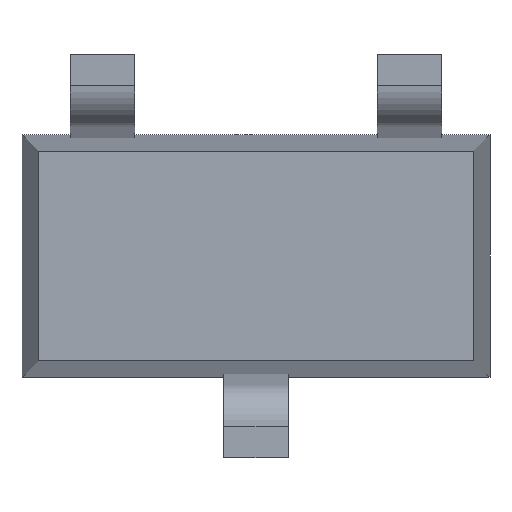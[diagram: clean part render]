
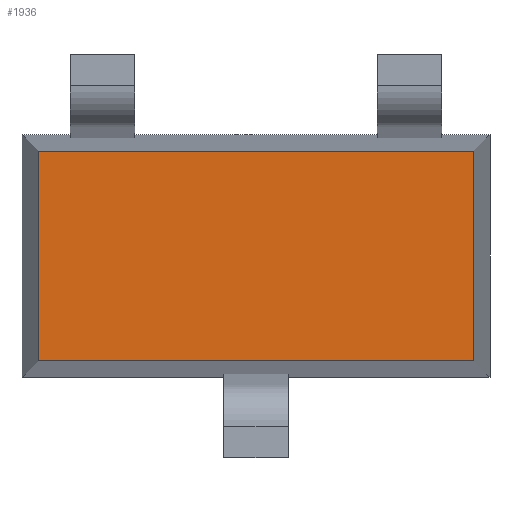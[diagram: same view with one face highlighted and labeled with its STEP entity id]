
A CAD part, front view. The second image highlights one B-rep face of the part: STEP entity #1936.
In plain terms, the highlighted planar face has unit normal (0, -1, 0).
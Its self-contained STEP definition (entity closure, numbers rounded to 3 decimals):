
#14 = VECTOR ( 'NONE', #726, 1000. ) ;
#143 = CARTESIAN_POINT ( 'NONE',  ( 1.35, -0.55, 1.4 ) ) ;
#182 = PLANE ( 'NONE',  #766 ) ;
#186 = DIRECTION ( 'NONE',  ( -1., 0., 0. ) ) ;
#631 = FACE_OUTER_BOUND ( 'NONE', #785, .T. ) ;
#687 = DIRECTION ( 'NONE',  ( 0., 1., 0. ) ) ;
#698 = VECTOR ( 'NONE', #1687, 1000. ) ;
#708 = ORIENTED_EDGE ( 'NONE', *, *, #1826, .F. ) ;
#718 = VERTEX_POINT ( 'NONE', #807 ) ;
#726 = DIRECTION ( 'NONE',  ( 0., 0., -1. ) ) ;
#766 = AXIS2_PLACEMENT_3D ( 'NONE', #832, #687, #186 ) ;
#785 = EDGE_LOOP ( 'NONE', ( #708, #1003, #1517, #1660 ) ) ;
#807 = CARTESIAN_POINT ( 'NONE',  ( -1.35, -0.55, 1.4 ) ) ;
#820 = VERTEX_POINT ( 'NONE', #1002 ) ;
#832 = CARTESIAN_POINT ( 'NONE',  ( -1.35, -0.55, 1.5 ) ) ;
#879 = VECTOR ( 'NONE', #1230, 1000. ) ;
#971 = LINE ( 'NONE', #1680, #14 ) ;
#1002 = CARTESIAN_POINT ( 'NONE',  ( -1.35, -0.55, 0.1 ) ) ;
#1003 = ORIENTED_EDGE ( 'NONE', *, *, #1413, .T. ) ;
#1116 = LINE ( 'NONE', #1497, #698 ) ;
#1204 = LINE ( 'NONE', #1224, #1794 ) ;
#1208 = DIRECTION ( 'NONE',  ( 1., 0., 0. ) ) ;
#1224 = CARTESIAN_POINT ( 'NONE',  ( -1.45, -0.55, 0.1 ) ) ;
#1230 = DIRECTION ( 'NONE',  ( 1., 0., 0. ) ) ;
#1242 = CARTESIAN_POINT ( 'NONE',  ( -1.45, -0.55, 1.4 ) ) ;
#1310 = CARTESIAN_POINT ( 'NONE',  ( 1.35, -0.55, 0.1 ) ) ;
#1405 = EDGE_CURVE ( 'NONE', #1695, #2045, #971, .T. ) ;
#1413 = EDGE_CURVE ( 'NONE', #718, #820, #1116, .T. ) ;
#1497 = CARTESIAN_POINT ( 'NONE',  ( -1.35, -0.55, 1.5 ) ) ;
#1513 = EDGE_CURVE ( 'NONE', #820, #2045, #1204, .T. ) ;
#1517 = ORIENTED_EDGE ( 'NONE', *, *, #1513, .T. ) ;
#1660 = ORIENTED_EDGE ( 'NONE', *, *, #1405, .F. ) ;
#1680 = CARTESIAN_POINT ( 'NONE',  ( 1.35, -0.55, 1.5 ) ) ;
#1687 = DIRECTION ( 'NONE',  ( 0., 0., -1. ) ) ;
#1695 = VERTEX_POINT ( 'NONE', #143 ) ;
#1776 = LINE ( 'NONE', #1242, #879 ) ;
#1794 = VECTOR ( 'NONE', #1208, 1000. ) ;
#1826 = EDGE_CURVE ( 'NONE', #718, #1695, #1776, .T. ) ;
#1936 = ADVANCED_FACE ( 'NONE', ( #631 ), #182, .F. ) ;
#2045 = VERTEX_POINT ( 'NONE', #1310 ) ;
